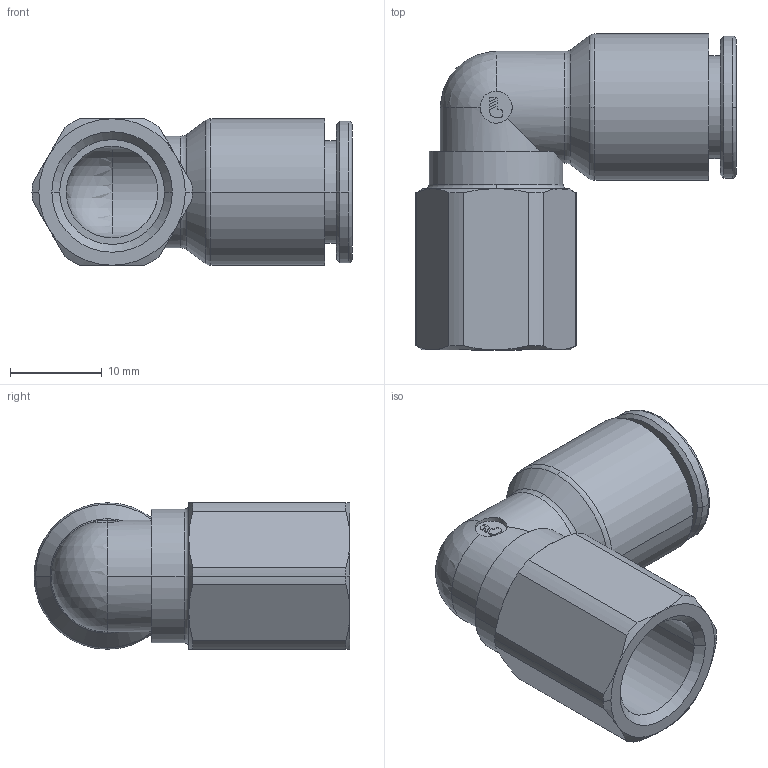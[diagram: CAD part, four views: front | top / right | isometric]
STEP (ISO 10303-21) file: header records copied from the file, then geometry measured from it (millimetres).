
FILE_DESCRIPTION(('STEP AP214'),'1');
FILE_NAME('3192_10_13.stp','2016-07-07T14:54:13',('TraceParts'),('TraceParts S.A.'),'Spatial InterOp 3D',' ',' ');
FILE_SCHEMA(('automotive_design'));
Length unit declared in the file: millimetre
Products named in the file (1): 1
Bounding box: 34.95 x 34.5 x 16 mm (x, y, z)
Volume: 4969.2 mm3; surface area: 4650.6 mm2
Topology: 1 solids, 1 shells, 96 faces, 243 edges, 153 vertices
Faces by surface type: cylinder 34, plane 30, cone 22, torus 8, sphere 2
Entity records: 3113 total; most frequent: CARTESIAN_POINT 772, DIRECTION 524, ORIENTED_EDGE 480, EDGE_CURVE 240, AXIS2_PLACEMENT_3D 217, VERTEX_POINT 153, CIRCLE 116, EDGE_LOOP 105
